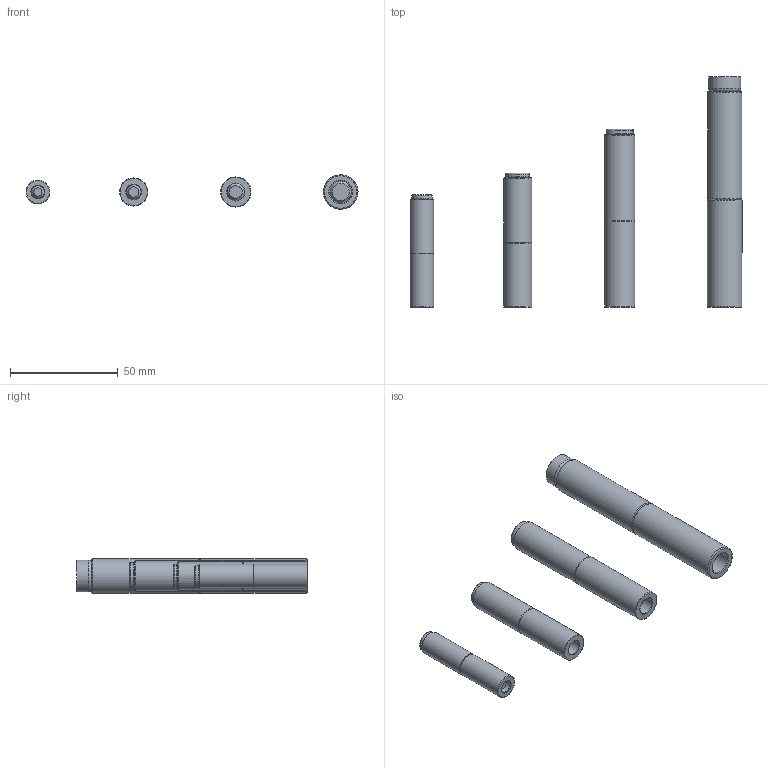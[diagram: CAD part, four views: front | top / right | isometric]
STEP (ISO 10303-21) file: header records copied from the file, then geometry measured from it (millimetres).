
FILE_DESCRIPTION(/* description */ (''),/* implementation_level */ '2;1');
FILE_NAME(/* name */ 'H-PT50-11_M.stp',/* time_stamp */ '2025-06-09T17:57:31+09:00',/* author */ ('user'),/* organization */ (''),/* preprocessor_version */ 'ST-DEVELOPER v15.6',/* originating_system */ 'Autodesk Inventor 2015',/* authorisation */ '');
FILE_SCHEMA (('AUTOMOTIVE_DESIGN { 1 0 10303 214 3 1 1 }'));
Length unit declared in the file: millimetre
Products named in the file (13): H-PT50-11P; H-PT50-11PP; H-PT50-11; H-PT60-13P; H-PT60-13PP; H-PT60-13; H-PT100-16P; H-PT100-16PP; H-PT100-16; H-PT80-14P; H-PT80-14PP; H-PT80-14; H-PT50-11_M
Bounding box: 153.86 x 107 x 16 mm (x, y, z)
Volume: 45428.5 mm3; surface area: 29710 mm2
Topology: 12 solids, 12 shells, 96 faces, 160 edges, 92 vertices
Faces by surface type: torus 40, plane 28, cylinder 24, cone 4
Full cylindrical faces by diameter (mm): 5.8 x1, 6 x2, 6.8 x1, 7 x2, 7.9 x1, 8 x2, 9.6 x1, 9.9 x1, 10 x2, 11 x3, 12.5 x1, 13 x2, 14 x2, 14.8 x1, 16 x2
Entity records: 1640 total; most frequent: DIRECTION 306, CARTESIAN_POINT 213, AXIS2_PLACEMENT_3D 153, EDGE_LOOP 120, ORIENTED_EDGE 120, FACE_OUTER_BOUND 64, ADVANCED_FACE 64, CIRCLE 60
